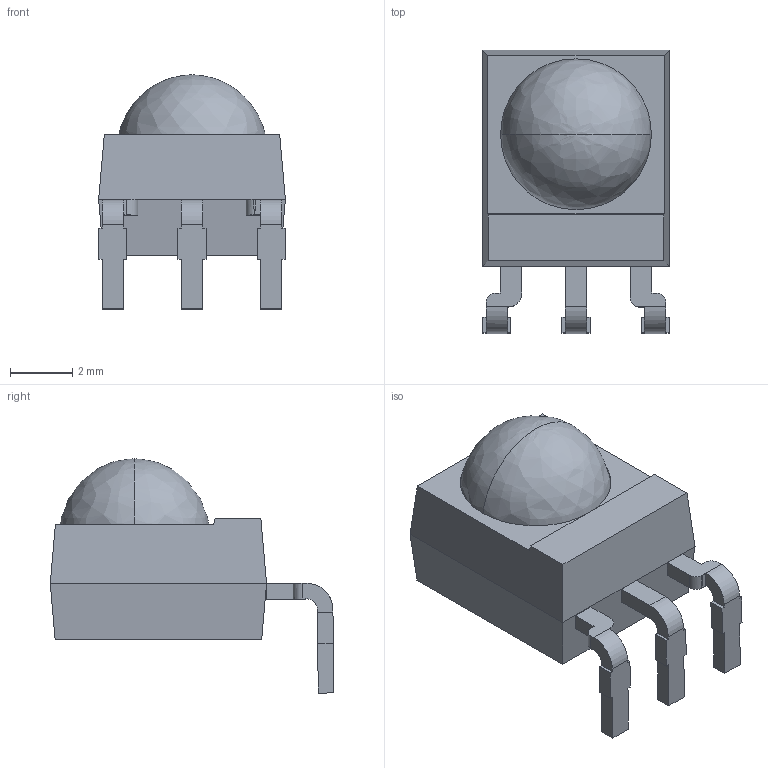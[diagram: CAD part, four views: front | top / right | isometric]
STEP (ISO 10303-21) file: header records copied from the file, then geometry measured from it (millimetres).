
FILE_DESCRIPTION (( 'STEP AP214' ), '1' );
FILE_NAME ('tsop4836_R.STEP', '2024-07-31T19:57:07', ( '' ), ( '' ), 'SwSTEP 2.0', 'SolidWorks 2022', '' );
FILE_SCHEMA (( 'AUTOMOTIVE_DESIGN' ));
Length unit declared in the file: millimetre
Products named in the file (1): tsop4836_R
Bounding box: 6 x 9.11 x 7.52 mm (x, y, z)
Volume: 177.3 mm3; surface area: 237.2 mm2
Topology: 4 solids, 4 shells, 83 faces, 214 edges, 138 vertices
Faces by surface type: plane 67, cylinder 12, bspline 4
Entity records: 3623 total; most frequent: CARTESIAN_POINT 882, ORIENTED_EDGE 424, DIRECTION 297, EDGE_CURVE 212, VERTEX_POINT 138, AXIS2_PLACEMENT_3D 104, B_SPLINE_CURVE_WITH_KNOTS 97, VECTOR 89
